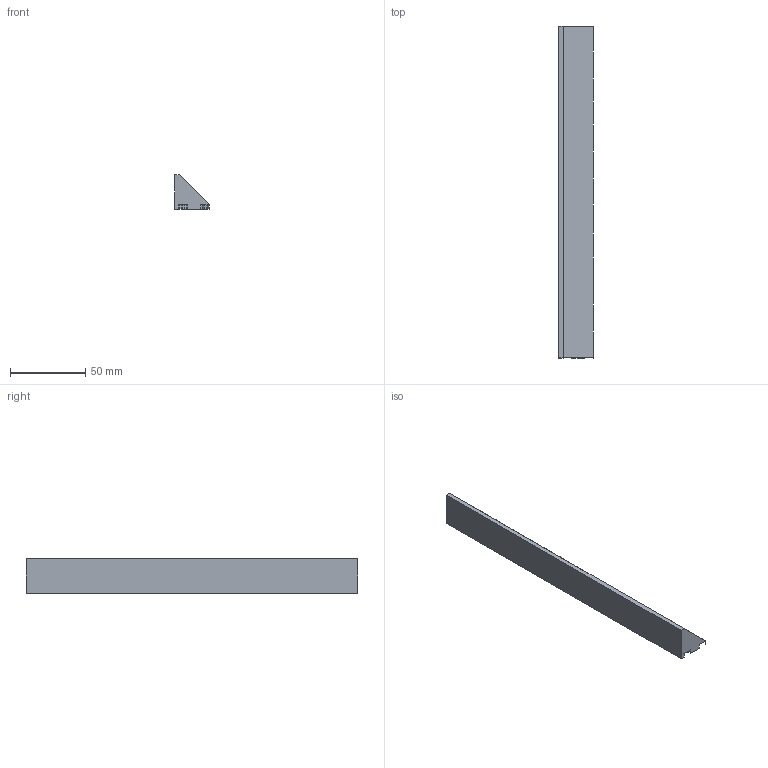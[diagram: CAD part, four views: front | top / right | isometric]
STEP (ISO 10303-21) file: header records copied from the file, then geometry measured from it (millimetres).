
FILE_DESCRIPTION(/* description */ (''),/* implementation_level */ '2;1');
FILE_NAME(/* name */ 'Untitled_v4.step',/* time_stamp */ '2022-05-10T16:53:33+01:00',/* author */ (''),/* organization */ (''),/* preprocessor_version */ 'ST-DEVELOPER v18.1',/* originating_system */ 'Autodesk Translation Framework v10.14.0.1471',/* authorisation */ '');
FILE_SCHEMA (('AUTOMOTIVE_DESIGN { 1 0 10303 214 3 1 1 }'));
Length unit declared in the file: millimetre
Products named in the file (1): Untitled
Bounding box: 23 x 220 x 23 mm (x, y, z)
Volume: 66981.7 mm3; surface area: 21976.5 mm2
Topology: 1 solids, 1 shells, 1009 faces, 2932 edges, 1946 vertices
Faces by surface type: plane 932, cylinder 77
Full cylindrical faces by diameter (mm): 4.2 x11
Entity records: 32725 total; most frequent: CARTESIAN_POINT 5888, ORIENTED_EDGE 5864, DIRECTION 5106, EDGE_CURVE 2932, LINE 2778, VECTOR 2778, VERTEX_POINT 1946, AXIS2_PLACEMENT_3D 1164
